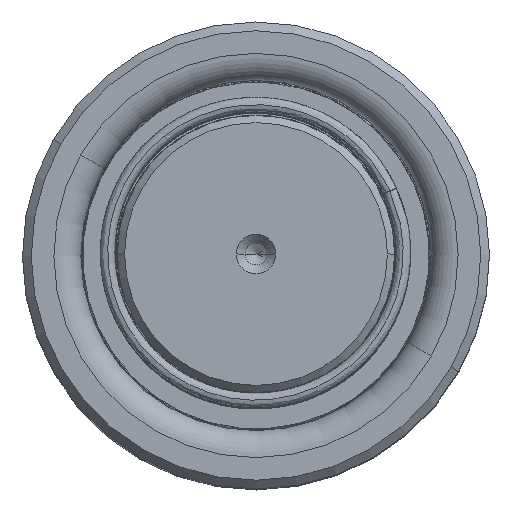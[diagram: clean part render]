
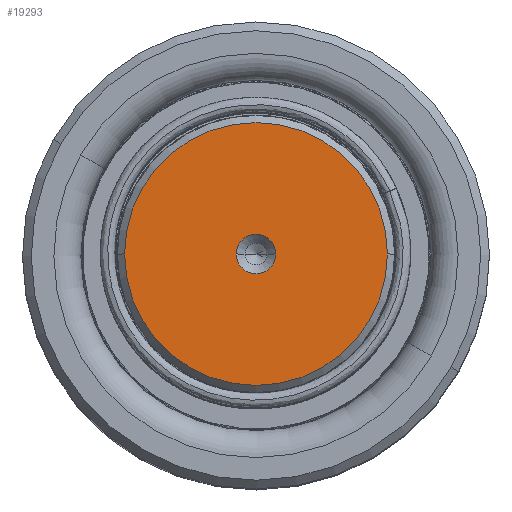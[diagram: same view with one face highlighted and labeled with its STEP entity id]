
A CAD part, top view. The second image highlights one B-rep face of the part: STEP entity #19293.
In plain terms, the highlighted planar face has unit normal (0, 0, 1).
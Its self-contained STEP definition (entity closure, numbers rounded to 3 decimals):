
#1213 = AXIS2_PLACEMENT_3D ( 'NONE', #43966, #48287, #18251 ) ;
#1593 = CIRCLE ( 'NONE', #47146, 2.7 ) ;
#6098 = AXIS2_PLACEMENT_3D ( 'NONE', #8350, #51161, #29219 ) ;
#7725 = AXIS2_PLACEMENT_3D ( 'NONE', #37633, #11872, #33136 ) ;
#8350 = CARTESIAN_POINT ( 'NONE',  ( 0., 0., 200. ) ) ;
#9593 = EDGE_CURVE ( 'NONE', #13250, #34350, #22479, .T. ) ;
#9956 = EDGE_CURVE ( 'NONE', #18026, #38823, #29854, .T. ) ;
#11368 = ORIENTED_EDGE ( 'NONE', *, *, #47534, .F. ) ;
#11872 = DIRECTION ( 'NONE',  ( 0., 0., 1. ) ) ;
#13250 = VERTEX_POINT ( 'NONE', #25437 ) ;
#13383 = FACE_OUTER_BOUND ( 'NONE', #43058, .T. ) ;
#13852 = ORIENTED_EDGE ( 'NONE', *, *, #9593, .F. ) ;
#13959 = CARTESIAN_POINT ( 'NONE',  ( 0., 0., 200. ) ) ;
#18026 = VERTEX_POINT ( 'NONE', #42534 ) ;
#18251 = DIRECTION ( 'NONE',  ( 1., 0., 0. ) ) ;
#19293 = ADVANCED_FACE ( 'NONE', ( #34933, #13383 ), #45341, .T. ) ;
#19358 = CARTESIAN_POINT ( 'NONE',  ( 0., 0., 200. ) ) ;
#22479 = CIRCLE ( 'NONE', #7725, 2.7 ) ;
#23351 = DIRECTION ( 'NONE',  ( 1., 0., 0. ) ) ;
#25437 = CARTESIAN_POINT ( 'NONE',  ( 2.7, 0., 200. ) ) ;
#26826 = EDGE_CURVE ( 'NONE', #38823, #18026, #34420, .T. ) ;
#26974 = DIRECTION ( 'NONE',  ( 1., 0., 0. ) ) ;
#28991 = AXIS2_PLACEMENT_3D ( 'NONE', #19358, #40754, #23351 ) ;
#29219 = DIRECTION ( 'NONE',  ( 1., 0., 0. ) ) ;
#29854 = CIRCLE ( 'NONE', #28991, 18.014 ) ;
#32021 = CARTESIAN_POINT ( 'NONE',  ( -18.014, 0., 200. ) ) ;
#32133 = ORIENTED_EDGE ( 'NONE', *, *, #9956, .T. ) ;
#33136 = DIRECTION ( 'NONE',  ( 1., 0., 0. ) ) ;
#34350 = VERTEX_POINT ( 'NONE', #40894 ) ;
#34420 = CIRCLE ( 'NONE', #1213, 18.014 ) ;
#34933 = FACE_BOUND ( 'NONE', #48908, .T. ) ;
#37633 = CARTESIAN_POINT ( 'NONE',  ( 0., 0., 200. ) ) ;
#38823 = VERTEX_POINT ( 'NONE', #32021 ) ;
#40754 = DIRECTION ( 'NONE',  ( 0., 0., 1. ) ) ;
#40894 = CARTESIAN_POINT ( 'NONE',  ( -2.7, 0., 200. ) ) ;
#42534 = CARTESIAN_POINT ( 'NONE',  ( 18.014, 0., 200. ) ) ;
#43058 = EDGE_LOOP ( 'NONE', ( #45891, #32133 ) ) ;
#43966 = CARTESIAN_POINT ( 'NONE',  ( 0., 0., 200. ) ) ;
#44031 = DIRECTION ( 'NONE',  ( 0., 0., 1. ) ) ;
#45341 = PLANE ( 'NONE',  #6098 ) ;
#45891 = ORIENTED_EDGE ( 'NONE', *, *, #26826, .T. ) ;
#47146 = AXIS2_PLACEMENT_3D ( 'NONE', #13959, #44031, #26974 ) ;
#47534 = EDGE_CURVE ( 'NONE', #34350, #13250, #1593, .T. ) ;
#48287 = DIRECTION ( 'NONE',  ( 0., 0., 1. ) ) ;
#48908 = EDGE_LOOP ( 'NONE', ( #13852, #11368 ) ) ;
#51161 = DIRECTION ( 'NONE',  ( 0., 0., 1. ) ) ;
